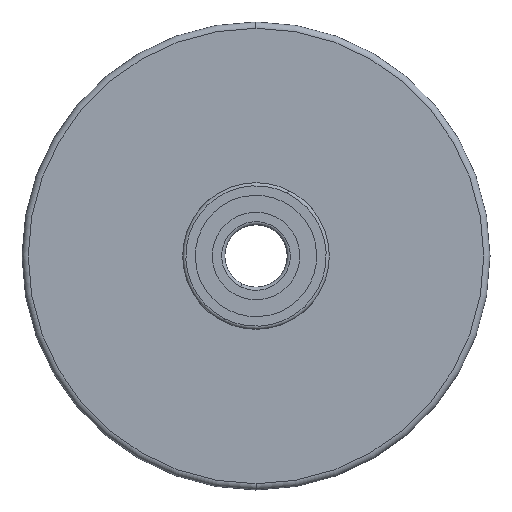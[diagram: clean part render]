
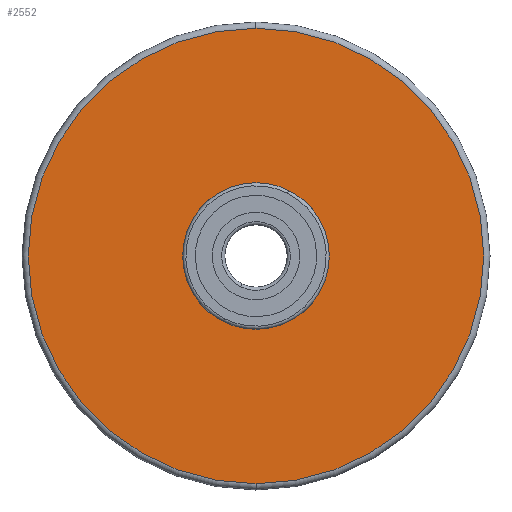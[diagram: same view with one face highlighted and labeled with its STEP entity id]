
A CAD part, left-side view. The second image highlights one B-rep face of the part: STEP entity #2552.
In plain terms, the highlighted planar face has unit normal (-1, 0, 0).
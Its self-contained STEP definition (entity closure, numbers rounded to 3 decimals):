
#179 = AXIS2_PLACEMENT_3D ( 'NONE', #1672, #2784, #3751 ) ;
#627 = DIRECTION ( 'NONE',  ( 1., 0., 0. ) ) ;
#643 = VERTEX_POINT ( 'NONE', #4050 ) ;
#1107 = CARTESIAN_POINT ( 'NONE',  ( -30., 0., 23.5 ) ) ;
#1195 = EDGE_CURVE ( 'NONE', #4933, #2509, #1875, .T. ) ;
#1240 = EDGE_CURVE ( 'NONE', #2509, #4933, #3654, .T. ) ;
#1275 = CARTESIAN_POINT ( 'NONE',  ( -30., 0., 0. ) ) ;
#1633 = CIRCLE ( 'NONE', #3247, 23.5 ) ;
#1641 = DIRECTION ( 'NONE',  ( 0., 0., -1. ) ) ;
#1672 = CARTESIAN_POINT ( 'NONE',  ( -30., 0., 0. ) ) ;
#1851 = ORIENTED_EDGE ( 'NONE', *, *, #1240, .T. ) ;
#1875 = CIRCLE ( 'NONE', #179, 73. ) ;
#1996 = DIRECTION ( 'NONE',  ( 0., 0., -1. ) ) ;
#2280 = FACE_OUTER_BOUND ( 'NONE', #4046, .T. ) ;
#2314 = EDGE_CURVE ( 'NONE', #643, #3551, #2945, .T. ) ;
#2338 = FACE_BOUND ( 'NONE', #3646, .T. ) ;
#2410 = DIRECTION ( 'NONE',  ( -1., 0., 0. ) ) ;
#2434 = DIRECTION ( 'NONE',  ( 1., 0., 0. ) ) ;
#2509 = VERTEX_POINT ( 'NONE', #5153 ) ;
#2552 = ADVANCED_FACE ( 'NONE', ( #2338, #2280 ), #2695, .F. ) ;
#2695 = PLANE ( 'NONE',  #2776 ) ;
#2776 = AXIS2_PLACEMENT_3D ( 'NONE', #2831, #2796, #1641 ) ;
#2784 = DIRECTION ( 'NONE',  ( -1., 0., 0. ) ) ;
#2796 = DIRECTION ( 'NONE',  ( 1., 0., 0. ) ) ;
#2831 = CARTESIAN_POINT ( 'NONE',  ( -30., 0., 0. ) ) ;
#2945 = CIRCLE ( 'NONE', #4062, 23.5 ) ;
#3247 = AXIS2_PLACEMENT_3D ( 'NONE', #3914, #627, #4681 ) ;
#3551 = VERTEX_POINT ( 'NONE', #1107 ) ;
#3646 = EDGE_LOOP ( 'NONE', ( #3668, #4810 ) ) ;
#3654 = CIRCLE ( 'NONE', #4168, 73. ) ;
#3668 = ORIENTED_EDGE ( 'NONE', *, *, #2314, .T. ) ;
#3751 = DIRECTION ( 'NONE',  ( 0., 0., -1. ) ) ;
#3778 = ORIENTED_EDGE ( 'NONE', *, *, #1195, .T. ) ;
#3821 = CARTESIAN_POINT ( 'NONE',  ( -30., 0., 73. ) ) ;
#3914 = CARTESIAN_POINT ( 'NONE',  ( -30., 0., 0. ) ) ;
#4046 = EDGE_LOOP ( 'NONE', ( #1851, #3778 ) ) ;
#4050 = CARTESIAN_POINT ( 'NONE',  ( -30., 0., -23.5 ) ) ;
#4062 = AXIS2_PLACEMENT_3D ( 'NONE', #5199, #2434, #5257 ) ;
#4168 = AXIS2_PLACEMENT_3D ( 'NONE', #1275, #2410, #1996 ) ;
#4468 = EDGE_CURVE ( 'NONE', #3551, #643, #1633, .T. ) ;
#4681 = DIRECTION ( 'NONE',  ( 0., 0., -1. ) ) ;
#4810 = ORIENTED_EDGE ( 'NONE', *, *, #4468, .T. ) ;
#4933 = VERTEX_POINT ( 'NONE', #3821 ) ;
#5153 = CARTESIAN_POINT ( 'NONE',  ( -30., 0., -73. ) ) ;
#5199 = CARTESIAN_POINT ( 'NONE',  ( -30., 0., 0. ) ) ;
#5257 = DIRECTION ( 'NONE',  ( 0., 0., -1. ) ) ;
